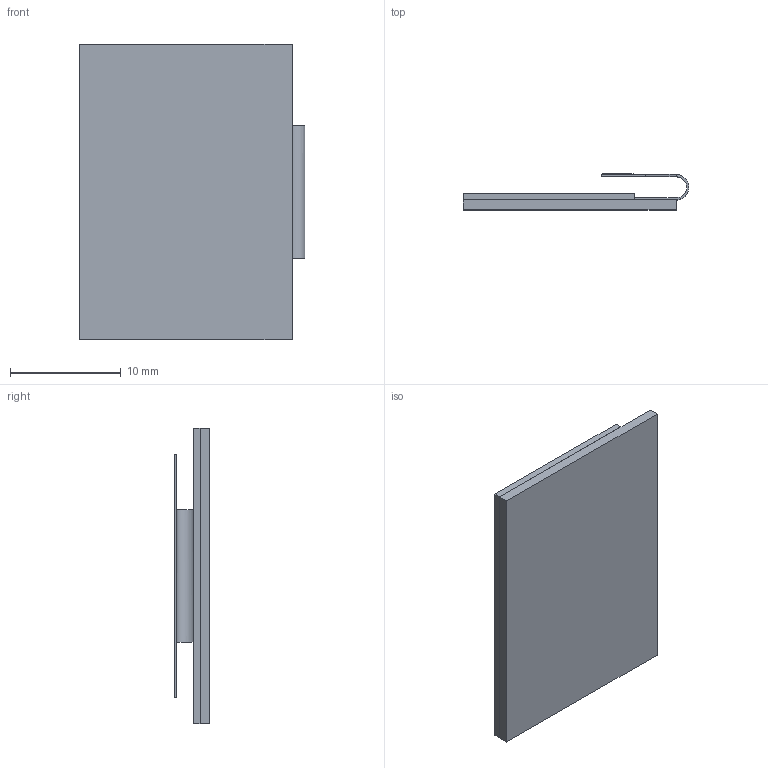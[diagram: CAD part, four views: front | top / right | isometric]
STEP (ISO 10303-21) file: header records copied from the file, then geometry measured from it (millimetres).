
FILE_DESCRIPTION(('FreeCAD Model'),'2;1');
FILE_NAME( 'oled.step', '2017-06-12T01:13:14',('Author'),(''), 'Open CASCADE STEP processor 6.8','FreeCAD','Unknown');
FILE_SCHEMA(('AUTOMOTIVE_DESIGN_CC2 { 1 2 10303 214 -1 1 5 4 }'));
Length unit declared in the file: millimetre
Products named in the file (35): ASSEMBLY; OLED_128x64_ug_2864hsweg01_v15033; OLED_128x64_ug_2864hsweg01_v15001; OLED_128x64_ug_2864hsweg01_v15002; OLED_128x64_ug_2864hsweg01_v15; OLED_128x64_ug_2864hsweg01_v15006; OLED_128x64_ug_2864hsweg01_v15004; OLED_128x64_ug_2864hsweg01_v15007; OLED_128x64_ug_2864hsweg01_v15003; OLED_128x64_ug_2864hsweg01_v15005; OLED_128x64_ug_2864hsweg01_v15032; OLED_128x64_ug_2864hsweg01_v15008; OLED_128x64_ug_2864hsweg01_v15009; OLED_128x64_ug_2864hsweg01_v15011; OLED_128x64_ug_2864hsweg01_v15015; OLED_128x64_ug_2864hsweg01_v15017; OLED_128x64_ug_2864hsweg01_v15010; OLED_128x64_ug_2864hsweg01_v15013; OLED_128x64_ug_2864hsweg01_v15014; OLED_128x64_ug_2864hsweg01_v15012; OLED_128x64_ug_2864hsweg01_v15016; OLED_128x64_ug_2864hsweg01_v15018; OLED_128x64_ug_2864hsweg01_v15019; OLED_128x64_ug_2864hsweg01_v15021; OLED_128x64_ug_2864hsweg01_v15026; OLED_128x64_ug_2864hsweg01_v15029; OLED_128x64_ug_2864hsweg01_v15030; OLED_128x64_ug_2864hsweg01_v15020; OLED_128x64_ug_2864hsweg01_v15025; OLED_128x64_ug_2864hsweg01_v15027; OLED_128x64_ug_2864hsweg01_v15023; OLED_128x64_ug_2864hsweg01_v15028; OLED_128x64_ug_2864hsweg01_v15031; OLED_128x64_ug_2864hsweg01_v15024; OLED_128x64_ug_2864hsweg01_v15022
Assembly tree (34 placements, depth 2):
  ASSEMBLY
    OLED_128x64_ug_2864hsweg01_v15033
    OLED_128x64_ug_2864hsweg01_v15001
    OLED_128x64_ug_2864hsweg01_v15002
    OLED_128x64_ug_2864hsweg01_v15
    OLED_128x64_ug_2864hsweg01_v15006
    OLED_128x64_ug_2864hsweg01_v15004
    OLED_128x64_ug_2864hsweg01_v15007
    OLED_128x64_ug_2864hsweg01_v15003
    OLED_128x64_ug_2864hsweg01_v15005
    OLED_128x64_ug_2864hsweg01_v15032
    OLED_128x64_ug_2864hsweg01_v15008
    OLED_128x64_ug_2864hsweg01_v15009
    OLED_128x64_ug_2864hsweg01_v15011
    OLED_128x64_ug_2864hsweg01_v15015
    OLED_128x64_ug_2864hsweg01_v15017
    OLED_128x64_ug_2864hsweg01_v15010
    OLED_128x64_ug_2864hsweg01_v15013
    OLED_128x64_ug_2864hsweg01_v15014
    OLED_128x64_ug_2864hsweg01_v15012
    OLED_128x64_ug_2864hsweg01_v15016
    OLED_128x64_ug_2864hsweg01_v15018
    OLED_128x64_ug_2864hsweg01_v15019
    OLED_128x64_ug_2864hsweg01_v15021
    OLED_128x64_ug_2864hsweg01_v15026
    OLED_128x64_ug_2864hsweg01_v15029
    OLED_128x64_ug_2864hsweg01_v15030
    OLED_128x64_ug_2864hsweg01_v15020
    OLED_128x64_ug_2864hsweg01_v15025
    OLED_128x64_ug_2864hsweg01_v15027
    OLED_128x64_ug_2864hsweg01_v15023
    OLED_128x64_ug_2864hsweg01_v15028
    OLED_128x64_ug_2864hsweg01_v15031
    OLED_128x64_ug_2864hsweg01_v15024
    OLED_128x64_ug_2864hsweg01_v15022
Bounding box: 20.41 x 3.25 x 26.7 mm (x, y, z)
Volume: 803.9 mm3; surface area: 3003.3 mm2
Topology: 34 solids, 34 shells, 214 faces, 434 edges, 288 vertices
Faces by surface type: bspline 214
Entity records: 28105 total; most frequent: CARTESIAN_POINT 20659, B_SPLINE_CURVE_WITH_KNOTS 1162, ORIENTED_EDGE 868, PCURVE 868, DEFINITIONAL_REPRESENTATION 868, EDGE_CURVE 434, SURFACE_CURVE 432, VERTEX_POINT 288
